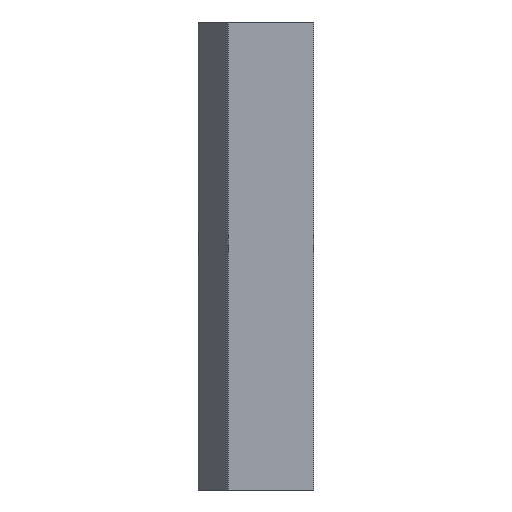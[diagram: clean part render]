
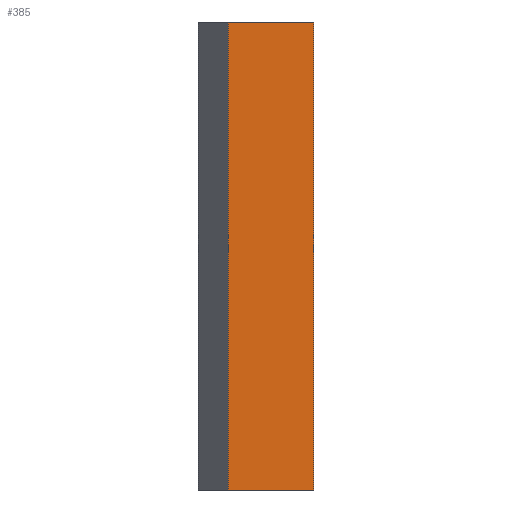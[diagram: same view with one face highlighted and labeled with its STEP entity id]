
A CAD part, left-side view. The second image highlights one B-rep face of the part: STEP entity #385.
In plain terms, the highlighted planar face has unit normal (-1, 0, 0).
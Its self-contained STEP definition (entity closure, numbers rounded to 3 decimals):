
#27=FACE_OUTER_BOUND('',#49,.T.);
#49=EDGE_LOOP('',(#271,#272,#273,#274));
#81=LINE('',#565,#127);
#82=LINE('',#567,#128);
#83=LINE('',#569,#129);
#84=LINE('',#570,#130);
#127=VECTOR('',#465,1.42);
#128=VECTOR('',#466,7.75);
#129=VECTOR('',#467,1.42);
#130=VECTOR('',#468,7.75);
#167=VERTEX_POINT('',#563);
#168=VERTEX_POINT('',#564);
#169=VERTEX_POINT('',#566);
#170=VERTEX_POINT('',#568);
#205=EDGE_CURVE('',#167,#168,#81,.T.);
#206=EDGE_CURVE('',#168,#169,#82,.T.);
#207=EDGE_CURVE('',#170,#169,#83,.T.);
#208=EDGE_CURVE('',#167,#170,#84,.T.);
#271=ORIENTED_EDGE('',*,*,#205,.T.);
#272=ORIENTED_EDGE('',*,*,#206,.T.);
#273=ORIENTED_EDGE('',*,*,#207,.F.);
#274=ORIENTED_EDGE('',*,*,#208,.F.);
#339=PLANE('',#411);
#385=ADVANCED_FACE('',(#27),#339,.T.);
#411=AXIS2_PLACEMENT_3D('',#562,#463,#464);
#463=DIRECTION('center_axis',(-1.,0.,0.));
#464=DIRECTION('ref_axis',(0.,-1.,0.));
#465=DIRECTION('',(0.,-1.,0.));
#466=DIRECTION('',(0.,0.,1.));
#467=DIRECTION('',(0.,-1.,0.));
#468=DIRECTION('',(0.,0.,1.));
#562=CARTESIAN_POINT('Origin',(0.,1.42,0.));
#563=CARTESIAN_POINT('',(0.,1.42,0.));
#564=CARTESIAN_POINT('',(0.,0.,0.));
#565=CARTESIAN_POINT('',(0.,1.42,0.));
#566=CARTESIAN_POINT('',(0.,0.,7.75));
#567=CARTESIAN_POINT('',(0.,0.,0.));
#568=CARTESIAN_POINT('',(0.,1.42,7.75));
#569=CARTESIAN_POINT('',(0.,1.42,7.75));
#570=CARTESIAN_POINT('',(0.,1.42,0.));
